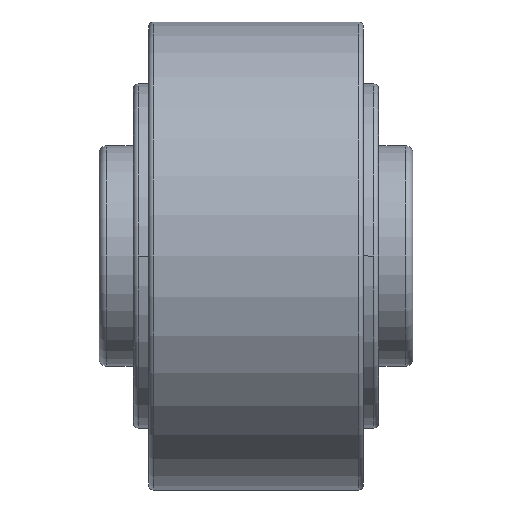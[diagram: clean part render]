
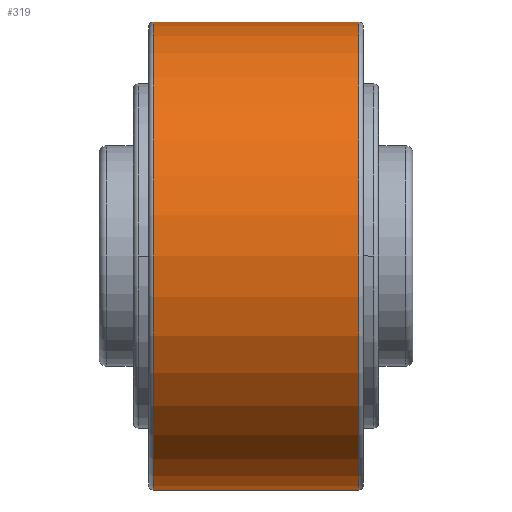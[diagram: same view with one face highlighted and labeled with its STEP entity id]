
A CAD part, front view. The second image highlights one B-rep face of the part: STEP entity #319.
In plain terms, the highlighted cylindrical face has radius 85 mm (diameter 170 mm), a partial arc.
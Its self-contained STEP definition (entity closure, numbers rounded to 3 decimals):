
#319=ADVANCED_FACE('',(#893),#894,.T.);
#893=FACE_OUTER_BOUND('',#1511,.T.);
#894=CYLINDRICAL_SURFACE('',#1512,85.0);
#1511=EDGE_LOOP('',(#3485,#3486,#3487,#3488,#3489,#3490));
#1512=AXIS2_PLACEMENT_3D('',#3491,#3492,#3493);
#3485=ORIENTED_EDGE('',*,*,#3631,.T.);
#3486=ORIENTED_EDGE('',*,*,#4202,.F.);
#3487=ORIENTED_EDGE('',*,*,#4201,.F.);
#3488=ORIENTED_EDGE('',*,*,#3633,.T.);
#3489=ORIENTED_EDGE('',*,*,#4198,.T.);
#3490=ORIENTED_EDGE('',*,*,#4197,.T.);
#3491=CARTESIAN_POINT('',(0.0,0.0,0.0));
#3492=DIRECTION('',(1.0,0.0,0.0));
#3493=DIRECTION('',(0.0,0.0,-1.0));
#3631=EDGE_CURVE('',#4385,#4386,#4387,.T.);
#3633=EDGE_CURVE('',#4390,#4388,#4391,.T.);
#4197=EDGE_CURVE('',#5294,#4385,#5295,.T.);
#4198=EDGE_CURVE('',#4388,#5294,#5296,.T.);
#4201=EDGE_CURVE('',#4390,#5300,#5301,.T.);
#4202=EDGE_CURVE('',#5300,#4386,#5302,.T.);
#4385=VERTEX_POINT('',#5374);
#4386=VERTEX_POINT('',#5375);
#4387=LINE('',#5376,#5377);
#4388=VERTEX_POINT('',#5378);
#4390=VERTEX_POINT('',#5380);
#4391=LINE('',#5381,#5382);
#5294=VERTEX_POINT('',#6629);
#5295=CIRCLE('',#6630,85.0);
#5296=CIRCLE('',#6631,85.0);
#5300=VERTEX_POINT('',#6635);
#5301=CIRCLE('',#6636,85.0);
#5302=CIRCLE('',#6637,85.0);
#5374=CARTESIAN_POINT('',(-37.3,0.,-85.0));
#5375=CARTESIAN_POINT('',(37.3,0.,-85.0));
#5376=CARTESIAN_POINT('',(0.0,0.,-85.0));
#5377=VECTOR('',#6753,1.0);
#5378=CARTESIAN_POINT('',(-37.3,0.,85.0));
#5380=CARTESIAN_POINT('',(37.3,0.,85.0));
#5381=CARTESIAN_POINT('',(0.0,0.,85.0));
#5382=VECTOR('',#6757,1.0);
#6629=CARTESIAN_POINT('',(-37.3,-85.0,0.));
#6630=AXIS2_PLACEMENT_3D('',#7944,#7945,#7946);
#6631=AXIS2_PLACEMENT_3D('',#7947,#7948,#7949);
#6635=CARTESIAN_POINT('',(37.3,-85.0,0.0));
#6636=AXIS2_PLACEMENT_3D('',#7956,#7957,#7958);
#6637=AXIS2_PLACEMENT_3D('',#7959,#7960,#7961);
#6753=DIRECTION('',(1.0,0.0,0.0));
#6757=DIRECTION('',(-1.0,-0.0,-0.0));
#7944=CARTESIAN_POINT('',(-37.3,0.,0.));
#7945=DIRECTION('',(1.0,0.0,0.0));
#7946=DIRECTION('',(0.0,0.0,-1.0));
#7947=CARTESIAN_POINT('',(-37.3,0.,0.));
#7948=DIRECTION('',(1.0,0.0,0.0));
#7949=DIRECTION('',(0.0,0.0,-1.0));
#7956=CARTESIAN_POINT('',(37.3,0.,0.0));
#7957=DIRECTION('',(1.0,0.0,0.0));
#7958=DIRECTION('',(0.0,0.0,-1.0));
#7959=CARTESIAN_POINT('',(37.3,0.,0.0));
#7960=DIRECTION('',(1.0,0.0,0.0));
#7961=DIRECTION('',(0.0,0.0,-1.0));
